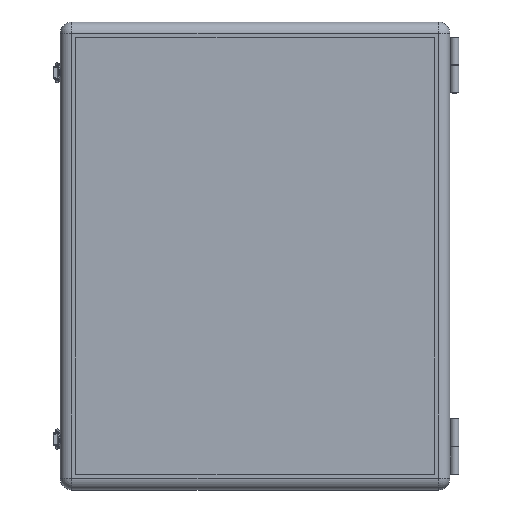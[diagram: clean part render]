
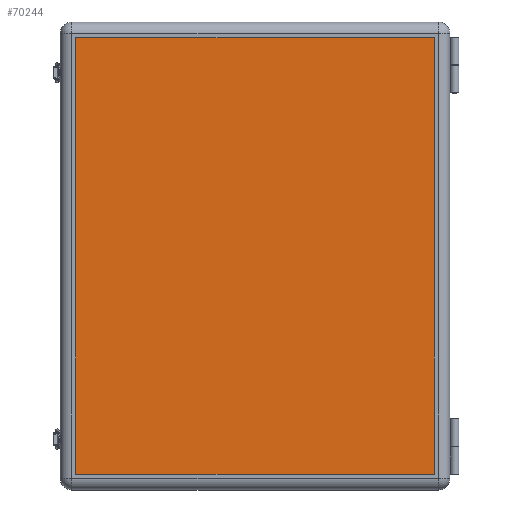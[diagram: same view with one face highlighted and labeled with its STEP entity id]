
A CAD part, top view. The second image highlights one B-rep face of the part: STEP entity #70244.
In plain terms, the highlighted face is planar.
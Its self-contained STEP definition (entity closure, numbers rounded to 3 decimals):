
#5106 = EDGE_LOOP ( 'NONE', ( #11327, #11329, #11331, #11333 ) ) ;
#6413 = EDGE_CURVE ( 'NONE', #9818, #9883, #29495, .T. ) ;
#6416 = EDGE_CURVE ( 'NONE', #9883, #9678, #29511, .T. ) ;
#6420 = EDGE_CURVE ( 'NONE', #9835, #9818, #29523, .T. ) ;
#6422 = EDGE_CURVE ( 'NONE', #9678, #9835, #29529, .T. ) ;
#7922 = CARTESIAN_POINT ( 'NONE',  ( -233.5, -283.5, 0. ) ) ;
#7930 = FACE_OUTER_BOUND ( 'NONE', #5106, .T. ) ;
#7931 = PLANE ( 'NONE',  #20942 ) ;
#7933 = DIRECTION ( 'NONE',  ( 0., 0., 1. ) ) ;
#7934 = DIRECTION ( 'NONE',  ( 1., 0., 0. ) ) ;
#9678 = VERTEX_POINT ( 'NONE', #32079 ) ;
#9818 = VERTEX_POINT ( 'NONE', #32219 ) ;
#9835 = VERTEX_POINT ( 'NONE', #32236 ) ;
#9883 = VERTEX_POINT ( 'NONE', #32284 ) ;
#11327 = ORIENTED_EDGE ( 'NONE', *, *, #6413, .F. ) ;
#11329 = ORIENTED_EDGE ( 'NONE', *, *, #6420, .F. ) ;
#11331 = ORIENTED_EDGE ( 'NONE', *, *, #6422, .F. ) ;
#11333 = ORIENTED_EDGE ( 'NONE', *, *, #6416, .F. ) ;
#20942 = AXIS2_PLACEMENT_3D ( 'NONE', #7922, #7933, #7934 ) ;
#29495 = LINE ( 'NONE', #29503, #29684 ) ;
#29503 = CARTESIAN_POINT ( 'NONE',  ( 230., -283.5, 0. ) ) ;
#29504 = DIRECTION ( 'NONE',  ( 0., 1., 0. ) ) ;
#29511 = LINE ( 'NONE', #29513, #29688 ) ;
#29513 = CARTESIAN_POINT ( 'NONE',  ( -233.5, 280., 0. ) ) ;
#29514 = DIRECTION ( 'NONE',  ( -1., 0., 0. ) ) ;
#29523 = LINE ( 'NONE', #29525, #29692 ) ;
#29525 = CARTESIAN_POINT ( 'NONE',  ( -233.5, -280., 0. ) ) ;
#29526 = DIRECTION ( 'NONE',  ( 1., 0., 0. ) ) ;
#29529 = LINE ( 'NONE', #29530, #29694 ) ;
#29530 = CARTESIAN_POINT ( 'NONE',  ( -230., -283.5, 0. ) ) ;
#29531 = DIRECTION ( 'NONE',  ( 0., -1., 0. ) ) ;
#29684 = VECTOR ( 'NONE', #29504, 1000. ) ;
#29688 = VECTOR ( 'NONE', #29514, 1000. ) ;
#29692 = VECTOR ( 'NONE', #29526, 1000. ) ;
#29694 = VECTOR ( 'NONE', #29531, 1000. ) ;
#32079 = CARTESIAN_POINT ( 'NONE',  ( -230., 280., 0. ) ) ;
#32219 = CARTESIAN_POINT ( 'NONE',  ( 230., -280., 0. ) ) ;
#32236 = CARTESIAN_POINT ( 'NONE',  ( -230., -280., 0. ) ) ;
#32284 = CARTESIAN_POINT ( 'NONE',  ( 230., 280., 0. ) ) ;
#70244 = ADVANCED_FACE ( 'NONE', ( #7930 ), #7931, .F. ) ;
